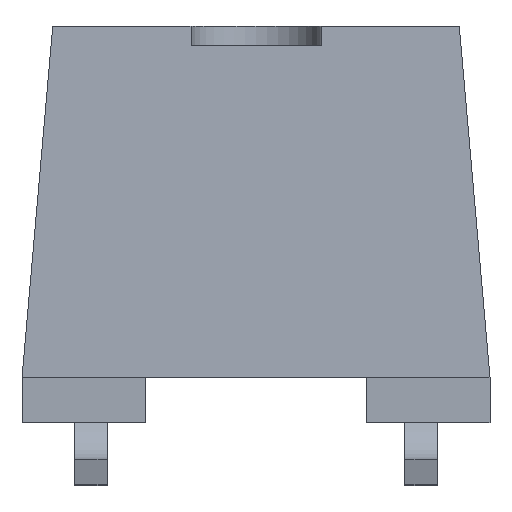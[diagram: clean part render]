
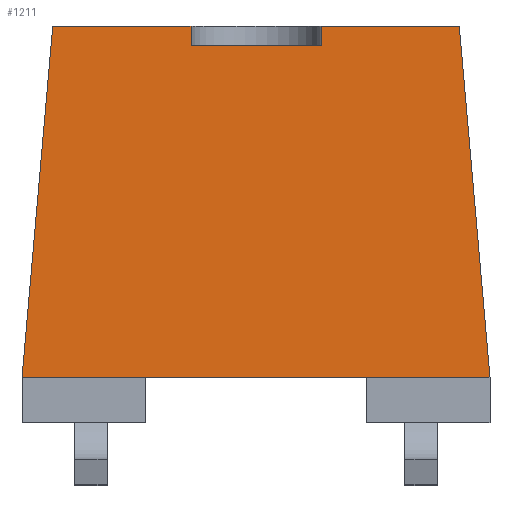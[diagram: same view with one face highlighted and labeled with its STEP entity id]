
A CAD part, front view. The second image highlights one B-rep face of the part: STEP entity #1211.
In plain terms, the highlighted planar face has unit normal (0, -0.999, 0.035).
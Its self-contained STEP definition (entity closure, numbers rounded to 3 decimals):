
#1 = FACE_OUTER_BOUND ( 'NONE', #906, .T. ) ;
#19 = VECTOR ( 'NONE', #1310, 1000. ) ;
#75 = VERTEX_POINT ( 'NONE', #1823 ) ;
#106 = VECTOR ( 'NONE', #1769, 1000. ) ;
#109 = VERTEX_POINT ( 'NONE', #832 ) ;
#138 = ORIENTED_EDGE ( 'NONE', *, *, #2481, .F. ) ;
#144 = CARTESIAN_POINT ( 'NONE',  ( 0., -6.4, 0. ) ) ;
#216 = CARTESIAN_POINT ( 'NONE',  ( 3.128, -6.211, 5.4 ) ) ;
#301 = VECTOR ( 'NONE', #1267, 1000. ) ;
#335 = DIRECTION ( 'NONE',  ( -1., 0., 0. ) ) ;
#341 = VECTOR ( 'NONE', #335, 1000. ) ;
#388 = VERTEX_POINT ( 'NONE', #216 ) ;
#427 = CARTESIAN_POINT ( 'NONE',  ( 0., -6.211, 5.4 ) ) ;
#430 = LINE ( 'NONE', #1956, #2533 ) ;
#433 = LINE ( 'NONE', #792, #1731 ) ;
#446 = CARTESIAN_POINT ( 'NONE',  ( -3.6, -6.4, 0. ) ) ;
#476 = CARTESIAN_POINT ( 'NONE',  ( 3.581, -6.392, 0.222 ) ) ;
#541 = EDGE_CURVE ( 'NONE', #388, #109, #2479, .T. ) ;
#613 = DIRECTION ( 'NONE',  ( 1., 0., 0. ) ) ;
#648 = CARTESIAN_POINT ( 'NONE',  ( -1., -6.4, 0. ) ) ;
#691 = EDGE_CURVE ( 'NONE', #2251, #1083, #2543, .T. ) ;
#740 = LINE ( 'NONE', #1805, #2325 ) ;
#749 = CARTESIAN_POINT ( 'NONE',  ( 3.6, -6.4, 0. ) ) ;
#754 = VERTEX_POINT ( 'NONE', #2359 ) ;
#756 = VECTOR ( 'NONE', #1784, 1000. ) ;
#763 = CARTESIAN_POINT ( 'NONE',  ( -1., -6.222, 5.1 ) ) ;
#779 = EDGE_CURVE ( 'NONE', #109, #754, #933, .T. ) ;
#792 = CARTESIAN_POINT ( 'NONE',  ( 0., -6.211, 5.4 ) ) ;
#802 = VERTEX_POINT ( 'NONE', #763 ) ;
#832 = CARTESIAN_POINT ( 'NONE',  ( 3.6, -6.4, 0. ) ) ;
#860 = CARTESIAN_POINT ( 'NONE',  ( -3.573, -6.389, 0.312 ) ) ;
#873 = VERTEX_POINT ( 'NONE', #2027 ) ;
#901 = DIRECTION ( 'NONE',  ( 0., -0.035, -0.999 ) ) ;
#902 = ORIENTED_EDGE ( 'NONE', *, *, #2644, .T. ) ;
#906 = EDGE_LOOP ( 'NONE', ( #138, #902, #2431, #2391, #1839, #1398, #1809, #1875, #2228, #2336 ) ) ;
#924 = DIRECTION ( 'NONE',  ( 0.087, -0.035, -0.996 ) ) ;
#933 = LINE ( 'NONE', #749, #341 ) ;
#938 = VECTOR ( 'NONE', #924, 1000. ) ;
#957 = LINE ( 'NONE', #1574, #756 ) ;
#1083 = VERTEX_POINT ( 'NONE', #446 ) ;
#1097 = VERTEX_POINT ( 'NONE', #2281 ) ;
#1119 = AXIS2_PLACEMENT_3D ( 'NONE', #1287, #2345, #901 ) ;
#1197 = EDGE_CURVE ( 'NONE', #802, #1097, #1583, .T. ) ;
#1211 = ADVANCED_FACE ( 'NONE', ( #1 ), #2534, .T. ) ;
#1213 = LINE ( 'NONE', #144, #106 ) ;
#1249 = LINE ( 'NONE', #427, #301 ) ;
#1267 = DIRECTION ( 'NONE',  ( 1., 0., 0. ) ) ;
#1287 = CARTESIAN_POINT ( 'NONE',  ( 0., -6.4, 0. ) ) ;
#1310 = DIRECTION ( 'NONE',  ( -0.087, -0.035, -0.996 ) ) ;
#1322 = DIRECTION ( 'NONE',  ( 0., 0.035, 0.999 ) ) ;
#1398 = ORIENTED_EDGE ( 'NONE', *, *, #691, .T. ) ;
#1574 = CARTESIAN_POINT ( 'NONE',  ( 0., -6.4, 0. ) ) ;
#1583 = LINE ( 'NONE', #648, #2396 ) ;
#1731 = VECTOR ( 'NONE', #2270, 1000. ) ;
#1769 = DIRECTION ( 'NONE',  ( 1., 0., 0. ) ) ;
#1784 = DIRECTION ( 'NONE',  ( 1., 0., 0. ) ) ;
#1798 = DIRECTION ( 'NONE',  ( 0., -0.035, -0.999 ) ) ;
#1805 = CARTESIAN_POINT ( 'NONE',  ( 0., -6.222, 5.1 ) ) ;
#1809 = ORIENTED_EDGE ( 'NONE', *, *, #2195, .T. ) ;
#1823 = CARTESIAN_POINT ( 'NONE',  ( -1.7, -6.4, 0. ) ) ;
#1839 = ORIENTED_EDGE ( 'NONE', *, *, #2248, .F. ) ;
#1875 = ORIENTED_EDGE ( 'NONE', *, *, #2185, .T. ) ;
#1889 = CARTESIAN_POINT ( 'NONE',  ( -3.128, -6.211, 5.4 ) ) ;
#1956 = CARTESIAN_POINT ( 'NONE',  ( 1., -6.4, 0. ) ) ;
#1965 = CARTESIAN_POINT ( 'NONE',  ( 1., -6.211, 5.4 ) ) ;
#2012 = EDGE_CURVE ( 'NONE', #802, #873, #740, .T. ) ;
#2027 = CARTESIAN_POINT ( 'NONE',  ( 1., -6.222, 5.1 ) ) ;
#2185 = EDGE_CURVE ( 'NONE', #75, #754, #957, .T. ) ;
#2195 = EDGE_CURVE ( 'NONE', #1083, #75, #1213, .T. ) ;
#2228 = ORIENTED_EDGE ( 'NONE', *, *, #779, .F. ) ;
#2248 = EDGE_CURVE ( 'NONE', #2251, #1097, #433, .T. ) ;
#2251 = VERTEX_POINT ( 'NONE', #1889 ) ;
#2270 = DIRECTION ( 'NONE',  ( 1., 0., 0. ) ) ;
#2281 = CARTESIAN_POINT ( 'NONE',  ( -1., -6.211, 5.4 ) ) ;
#2325 = VECTOR ( 'NONE', #613, 1000. ) ;
#2336 = ORIENTED_EDGE ( 'NONE', *, *, #541, .F. ) ;
#2345 = DIRECTION ( 'NONE',  ( 0., -0.999, 0.035 ) ) ;
#2359 = CARTESIAN_POINT ( 'NONE',  ( 1.7, -6.4, 0. ) ) ;
#2391 = ORIENTED_EDGE ( 'NONE', *, *, #1197, .T. ) ;
#2396 = VECTOR ( 'NONE', #1322, 1000. ) ;
#2431 = ORIENTED_EDGE ( 'NONE', *, *, #2012, .F. ) ;
#2479 = LINE ( 'NONE', #476, #938 ) ;
#2481 = EDGE_CURVE ( 'NONE', #2594, #388, #1249, .T. ) ;
#2533 = VECTOR ( 'NONE', #1798, 1000. ) ;
#2534 = PLANE ( 'NONE',  #1119 ) ;
#2543 = LINE ( 'NONE', #860, #19 ) ;
#2594 = VERTEX_POINT ( 'NONE', #1965 ) ;
#2644 = EDGE_CURVE ( 'NONE', #2594, #873, #430, .T. ) ;
